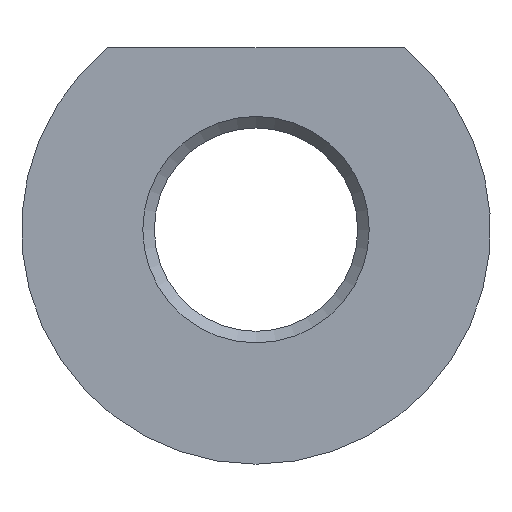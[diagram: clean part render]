
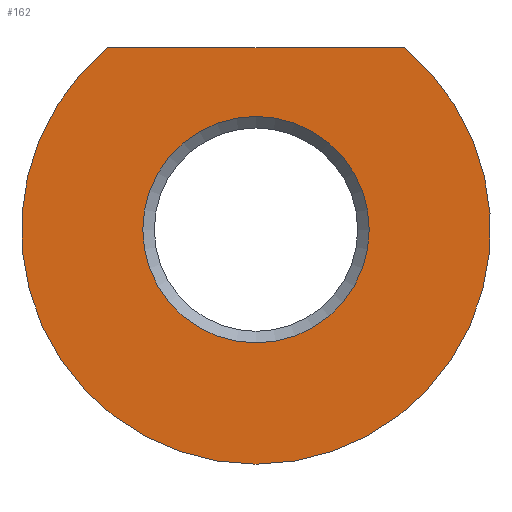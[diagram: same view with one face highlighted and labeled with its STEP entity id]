
A CAD part, front view. The second image highlights one B-rep face of the part: STEP entity #162.
In plain terms, the highlighted planar face has unit normal (0, -1, 0).
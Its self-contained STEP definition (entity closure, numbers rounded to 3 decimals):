
#21=FACE_BOUND('',#44,.T.);
#23=PLANE('',#196);
#33=FACE_OUTER_BOUND('',#43,.T.);
#43=EDGE_LOOP('',(#134,#135,#136));
#44=EDGE_LOOP('',(#137));
#55=LINE('',#298,#62);
#62=VECTOR('',#245,10.);
#72=CIRCLE('',#195,28.);
#73=CIRCLE('',#197,58.);
#74=CIRCLE('',#198,58.);
#85=VERTEX_POINT('',#292);
#86=VERTEX_POINT('',#296);
#87=VERTEX_POINT('',#297);
#88=VERTEX_POINT('',#299);
#102=EDGE_CURVE('',#85,#85,#72,.T.);
#104=EDGE_CURVE('',#86,#87,#55,.T.);
#105=EDGE_CURVE('',#88,#86,#73,.T.);
#106=EDGE_CURVE('',#87,#88,#74,.T.);
#134=ORIENTED_EDGE('',*,*,#104,.F.);
#135=ORIENTED_EDGE('',*,*,#105,.F.);
#136=ORIENTED_EDGE('',*,*,#106,.F.);
#137=ORIENTED_EDGE('',*,*,#102,.T.);
#162=ADVANCED_FACE('',(#33,#21),#23,.F.);
#195=AXIS2_PLACEMENT_3D('',#293,#240,#241);
#196=AXIS2_PLACEMENT_3D('',#295,#243,#244);
#197=AXIS2_PLACEMENT_3D('',#300,#246,#247);
#198=AXIS2_PLACEMENT_3D('',#301,#248,#249);
#240=DIRECTION('center_axis',(0.,1.,0.));
#241=DIRECTION('ref_axis',(1.,0.,0.));
#243=DIRECTION('center_axis',(0.,1.,0.));
#244=DIRECTION('ref_axis',(1.,0.,0.));
#245=DIRECTION('',(1.,0.,0.));
#246=DIRECTION('center_axis',(0.,1.,0.));
#247=DIRECTION('ref_axis',(-1.,0.,0.));
#248=DIRECTION('center_axis',(0.,1.,0.));
#249=DIRECTION('ref_axis',(-1.,0.,0.));
#292=CARTESIAN_POINT('',(18.127,8.,-106.207));
#293=CARTESIAN_POINT('Origin',(46.127,8.,-106.207));
#295=CARTESIAN_POINT('Origin',(-30.,8.,0.));
#296=CARTESIAN_POINT('',(9.492,8.,-61.241));
#297=CARTESIAN_POINT('',(82.761,8.,-61.241));
#298=CARTESIAN_POINT('',(50.,8.,-61.241));
#299=CARTESIAN_POINT('',(46.127,8.,-164.207));
#300=CARTESIAN_POINT('Origin',(46.127,8.,-106.207));
#301=CARTESIAN_POINT('Origin',(46.127,8.,-106.207));
